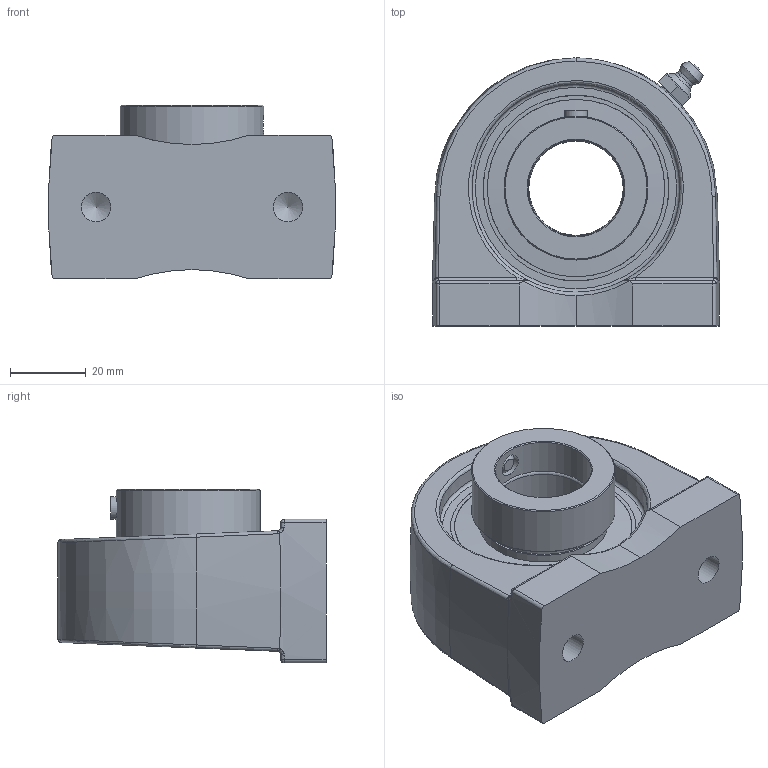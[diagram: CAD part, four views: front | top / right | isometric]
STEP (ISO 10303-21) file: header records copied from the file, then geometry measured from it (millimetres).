
FILE_DESCRIPTION(('HOOPS Exchange Step'),'2;1');
FILE_NAME('export-C51FE65C-C494-483B-9954-A78535927A62.stp','2019-12-13T15:02:45-08:00',('ibuslach'),('Alibre'),'HOOPS Exchange 2019.2','Alibre','Unknown authorisation');
FILE_SCHEMA( ('AP242_MANAGED_MODEL_BASED_3D_ENGINEERING_MIM_LF {1 0 10303 442 1 1 4 }') );
Length unit declared in the file: centimetre
Products named in the file (8): MRN SPA 205; UCP ZERK 6mm; SNC 205 25mm RACES; SNC 205 25mm COLLAR; SNC 205 25mm SHIELD; M6 SETSCREW; MRN SNC 205 25mm; MRN SNCPA 205
Assembly tree (7 placements, depth 3):
  MRN SNCPA 205
    MRN SPA 205
    UCP ZERK 6mm
    MRN SNC 205 25mm
      SNC 205 25mm RACES
      SNC 205 25mm COLLAR
      SNC 205 25mm SHIELD
      M6 SETSCREW
Bounding box: 76 x 71 x 45.96 mm (x, y, z)
Volume: 104277 mm3; surface area: 41494.3 mm2
Topology: 8 solids, 8 shells, 197 faces, 523 edges, 333 vertices
Faces by surface type: cylinder 59, plane 54, bspline 28, cone 24, torus 20, sphere 12
Full cylindrical faces by diameter (mm): 1.507 x2, 5.994 x2, 6 x3, 7.798 x2, 25 x1, 25.4 x1, 30.683 x2, 33.02 x4, 34.036 x2, 38.1 x1, 45.212 x2, 46.99 x4, 55.143 x2
Entity records: 12401 total; most frequent: CARTESIAN_POINT 7449, ORIENTED_EDGE 1016, DIRECTION 997, EDGE_CURVE 508, AXIS2_PLACEMENT_3D 427, VERTEX_POINT 333, CIRCLE 229, EDGE_LOOP 223
